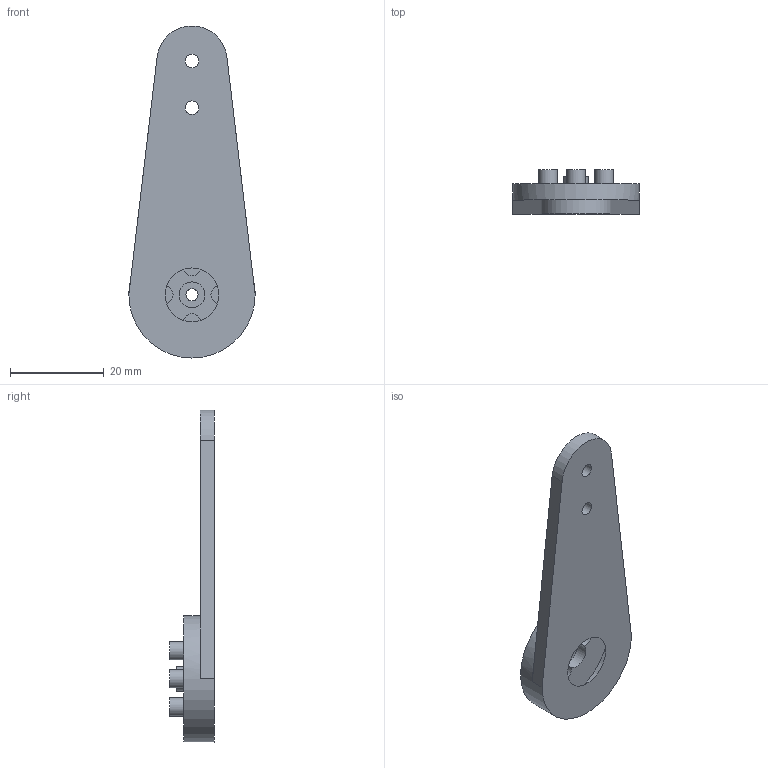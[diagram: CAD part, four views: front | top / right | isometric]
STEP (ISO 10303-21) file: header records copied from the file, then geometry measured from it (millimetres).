
FILE_DESCRIPTION(/* description */ (''),/* implementation_level */ '2;1');
FILE_NAME(/* name */ 'shoulder_joint.step',/* time_stamp */ '2021-12-13T01:38:23+01:00',/* author */ (''),/* organization */ (''),/* preprocessor_version */ 'ST-DEVELOPER v18.1',/* originating_system */ 'Autodesk Translation Framework v10.10.0.1391',/* authorisation */ '');
FILE_SCHEMA (('AUTOMOTIVE_DESIGN { 1 0 10303 214 3 1 1 }'));
Length unit declared in the file: millimetre
Products named in the file (1): shoulder_joint (1)
Bounding box: 27 x 9.5 x 70.97 mm (x, y, z)
Volume: 6171.5 mm3; surface area: 3938.3 mm2
Topology: 1 solids, 1 shells, 25 faces, 49 edges, 32 vertices
Faces by surface type: plane 13, cylinder 11, cone 1
Full cylindrical faces by diameter (mm): 2.6 x1, 2.9 x2, 3.9 x4, 5.2 x1, 5.5 x1, 27 x1
Entity records: 707 total; most frequent: DIRECTION 129, CARTESIAN_POINT 107, ORIENTED_EDGE 98, AXIS2_PLACEMENT_3D 54, EDGE_CURVE 49, EDGE_LOOP 37, VERTEX_POINT 32, CIRCLE 28
